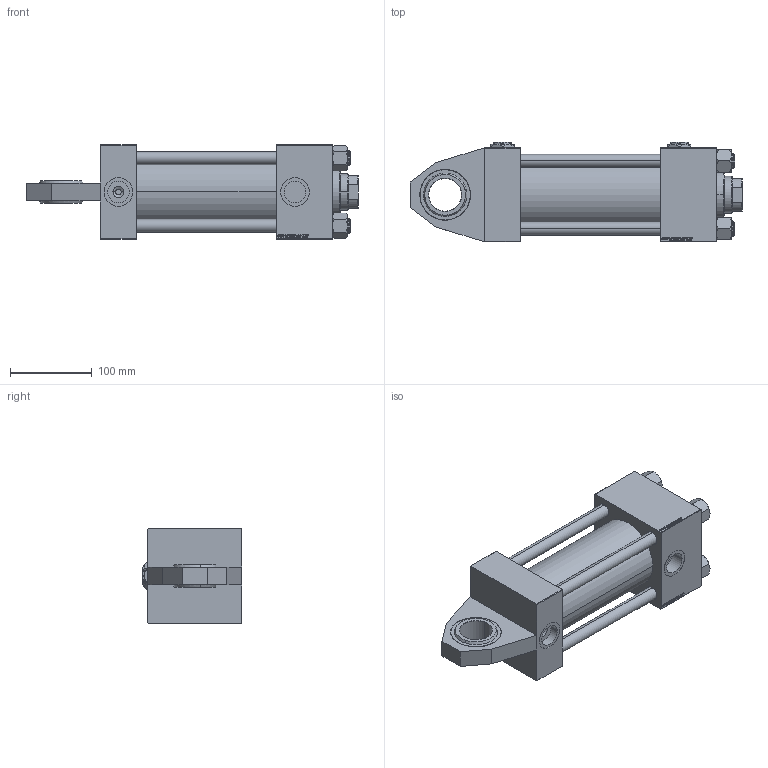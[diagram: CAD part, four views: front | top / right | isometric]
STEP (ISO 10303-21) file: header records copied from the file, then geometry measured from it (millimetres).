
FILE_DESCRIPTION (( 'STEP AP203' ), '1' );
FILE_NAME ('7d4f.STEP', '2022-04-16T02:28:05', ( '' ), ( '' ), 'SwSTEP 2.0', 'SolidWorks 2019', '' );
FILE_SCHEMA (( 'CONFIG_CONTROL_DESIGN' ));
Length unit declared in the file: millimetre
Products named in the file (8): V215CR_J_Body 0008afa670630643ee8f7faa0f477805; 7d4f; V215CR_TYCINKA_J 0008afa670630643ee8f7faa0f477805; V215_VC_A 0008afa670630643ee8f7faa0f477805; V215CR_VCP_J 0008afa670630643ee8f7faa0f477805; NUT_M5_J 0008afa670630643ee8f7faa0f477805; V215CR_J_VNITRNI_KROUZEK 0008afa670630643ee8f7faa0f477805; Zatka_pro_OIL_PORT 0008afa670630643ee8f7faa0f477805
Assembly tree (14 placements, depth 2):
  7d4f
    V215CR_J_Body 0008afa670630643ee8f7faa0f477805
    V215CR_J_VNITRNI_KROUZEK 0008afa670630643ee8f7faa0f477805
    V215CR_VCP_J 0008afa670630643ee8f7faa0f477805
    V215CR_TYCINKA_J 0008afa670630643ee8f7faa0f477805  x4
    NUT_M5_J 0008afa670630643ee8f7faa0f477805  x4
    V215_VC_A 0008afa670630643ee8f7faa0f477805
    Zatka_pro_OIL_PORT 0008afa670630643ee8f7faa0f477805  x2
Bounding box: 406 x 122 x 115 mm (x, y, z)
Volume: 2313005 mm3; surface area: 402378.9 mm2
Topology: 14 solids, 14 shells, 1293 faces, 3242 edges, 2099 vertices
Faces by surface type: plane 613, bspline 392, cone 170, cylinder 98, torus 20
Entity records: 52644 total; most frequent: CARTESIAN_POINT 27754, ORIENTED_EDGE 5556, DIRECTION 3646, EDGE_CURVE 2778, VERTEX_POINT 1819, VECTOR 1620, LINE 1620, EDGE_LOOP 1231
